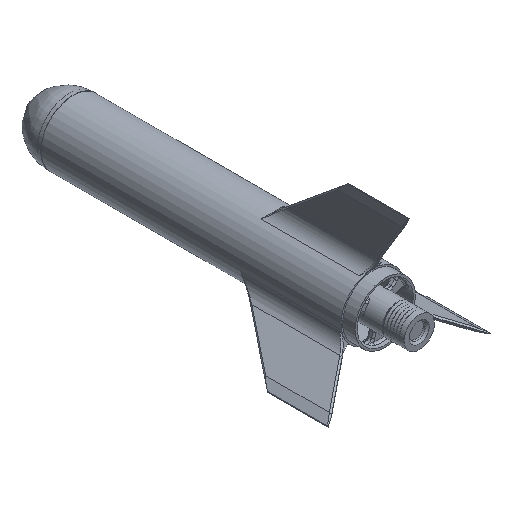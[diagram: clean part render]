
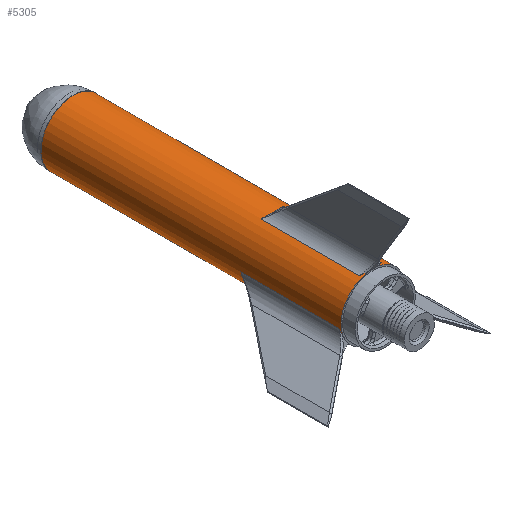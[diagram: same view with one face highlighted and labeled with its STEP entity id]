
A CAD part, isometric view. The second image highlights one B-rep face of the part: STEP entity #5305.
In plain terms, the highlighted cylindrical face has radius 40.1 mm (diameter 80.2 mm), a full revolution.
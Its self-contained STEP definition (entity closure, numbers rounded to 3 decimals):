
#413=LINE('',#15475,#671);
#671=VECTOR('',#7339,40.1);
#836=CYLINDRICAL_SURFACE('',#5967,40.1);
#1195=FACE_OUTER_BOUND('',#1543,.T.);
#1543=EDGE_LOOP('',(#4736,#4737,#4738,#4739));
#1889=CIRCLE('',#5963,40.1);
#1892=CIRCLE('',#5968,40.1);
#2505=VERTEX_POINT('',#15464);
#2508=VERTEX_POINT('',#15473);
#3258=EDGE_CURVE('',#2505,#2505,#1889,.T.);
#3262=EDGE_CURVE('',#2508,#2508,#1892,.T.);
#3263=EDGE_CURVE('',#2508,#2505,#413,.T.);
#4736=ORIENTED_EDGE('',*,*,#3262,.F.);
#4737=ORIENTED_EDGE('',*,*,#3263,.T.);
#4738=ORIENTED_EDGE('',*,*,#3258,.F.);
#4739=ORIENTED_EDGE('',*,*,#3263,.F.);
#5305=ADVANCED_FACE('',(#1195),#836,.T.);
#5963=AXIS2_PLACEMENT_3D('',#15465,#7326,#7327);
#5967=AXIS2_PLACEMENT_3D('',#15472,#7335,#7336);
#5968=AXIS2_PLACEMENT_3D('',#15474,#7337,#7338);
#7326=DIRECTION('center_axis',(0.,-1.,0.));
#7327=DIRECTION('ref_axis',(1.,0.,0.));
#7335=DIRECTION('center_axis',(0.,1.,0.));
#7336=DIRECTION('ref_axis',(1.,0.,0.));
#7337=DIRECTION('center_axis',(0.,1.,0.));
#7338=DIRECTION('ref_axis',(1.,0.,0.));
#7339=DIRECTION('',(0.,-1.,0.));
#15464=CARTESIAN_POINT('',(-40.1,-187.5,0.));
#15465=CARTESIAN_POINT('Origin',(0.,-187.5,0.));
#15472=CARTESIAN_POINT('Origin',(0.,0.,0.));
#15473=CARTESIAN_POINT('',(-40.1,187.5,0.));
#15474=CARTESIAN_POINT('Origin',(0.,187.5,0.));
#15475=CARTESIAN_POINT('',(-40.1,0.,0.));
